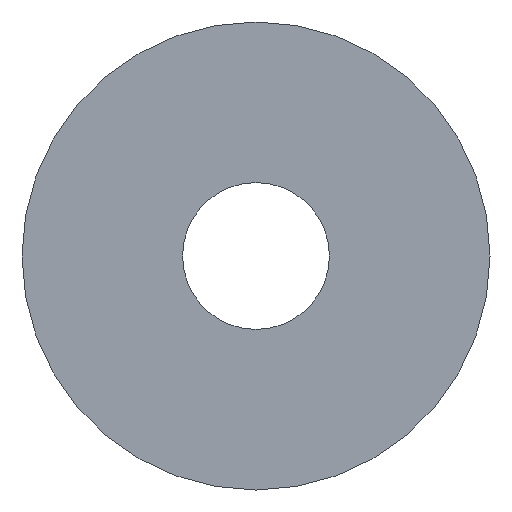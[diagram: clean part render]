
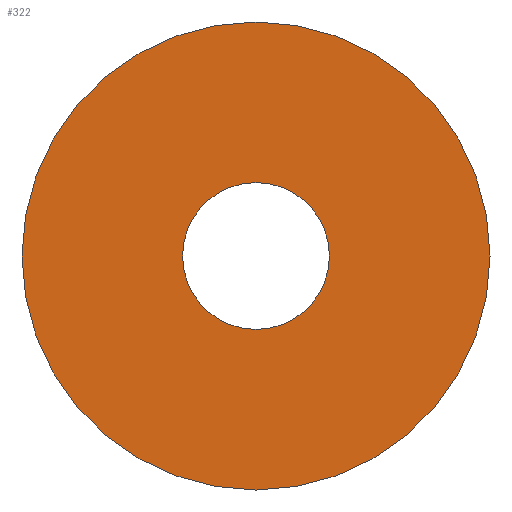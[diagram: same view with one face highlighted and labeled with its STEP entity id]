
A CAD part, left-side view. The second image highlights one B-rep face of the part: STEP entity #322.
In plain terms, the highlighted planar face has unit normal (-1, 0, 0).
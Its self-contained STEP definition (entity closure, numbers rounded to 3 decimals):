
#2 = CIRCLE ( 'NONE', #3, 40. ) ;
#3 = AXIS2_PLACEMENT_3D ( 'NONE', #4, #5, #6 ) ;
#4 = CARTESIAN_POINT ( 'NONE',  ( 0., -25.01, 0. ) ) ;
#5 = DIRECTION ( 'NONE',  ( -1., 0., 0. ) ) ;
#6 = DIRECTION ( 'NONE',  ( 0., 0., 1. ) ) ;
#7 = CARTESIAN_POINT ( 'NONE',  ( 0., -25.01, -40. ) ) ;
#56 = CARTESIAN_POINT ( 'NONE',  ( 0., -25.01, 127.5 ) ) ;
#93 = CIRCLE ( 'NONE', #94, 40. ) ;
#94 = AXIS2_PLACEMENT_3D ( 'NONE', #95, #96, #97 ) ;
#95 = CARTESIAN_POINT ( 'NONE',  ( 0., -25.01, 0. ) ) ;
#96 = DIRECTION ( 'NONE',  ( -1., 0., 0. ) ) ;
#97 = DIRECTION ( 'NONE',  ( 0., 0., 1. ) ) ;
#112 = ORIENTED_EDGE ( 'NONE', *, *, #276, .T. ) ;
#114 = CIRCLE ( 'NONE', #115, 127.5 ) ;
#115 = AXIS2_PLACEMENT_3D ( 'NONE', #116, #117, #118 ) ;
#116 = CARTESIAN_POINT ( 'NONE',  ( 0., -25.01, 0. ) ) ;
#117 = DIRECTION ( 'NONE',  ( -1., 0., 0. ) ) ;
#118 = DIRECTION ( 'NONE',  ( 0., 0., 1. ) ) ;
#132 = CIRCLE ( 'NONE', #133, 127.5 ) ;
#133 = AXIS2_PLACEMENT_3D ( 'NONE', #134, #135, #136 ) ;
#134 = CARTESIAN_POINT ( 'NONE',  ( 0., -25.01, 0. ) ) ;
#135 = DIRECTION ( 'NONE',  ( -1., 0., 0. ) ) ;
#136 = DIRECTION ( 'NONE',  ( 0., 0., 1. ) ) ;
#137 = FACE_BOUND ( 'NONE', #282, .T. ) ;
#138 = FACE_OUTER_BOUND ( 'NONE', #273, .T. ) ;
#139 = PLANE ( 'NONE',  #140 ) ;
#140 = AXIS2_PLACEMENT_3D ( 'NONE', #141, #142, #143 ) ;
#141 = CARTESIAN_POINT ( 'NONE',  ( 0., 14.99, 0. ) ) ;
#142 = DIRECTION ( 'NONE',  ( 1., 0., 0. ) ) ;
#143 = DIRECTION ( 'NONE',  ( 0., 0., -1. ) ) ;
#160 = CARTESIAN_POINT ( 'NONE',  ( 0., -25.01, 40. ) ) ;
#175 = CARTESIAN_POINT ( 'NONE',  ( 0., -25.01, -127.5 ) ) ;
#182 = ORIENTED_EDGE ( 'NONE', *, *, #266, .T. ) ;
#266 = EDGE_CURVE ( 'NONE', #286, #305, #114, .T. ) ;
#273 = EDGE_LOOP ( 'NONE', ( #112, #182 ) ) ;
#276 = EDGE_CURVE ( 'NONE', #305, #286, #132, .T. ) ;
#282 = EDGE_LOOP ( 'NONE', ( #308, #321 ) ) ;
#286 = VERTEX_POINT ( 'NONE', #175 ) ;
#290 = EDGE_CURVE ( 'NONE', #291, #330, #2, .T. ) ;
#291 = VERTEX_POINT ( 'NONE', #7 ) ;
#305 = VERTEX_POINT ( 'NONE', #56 ) ;
#308 = ORIENTED_EDGE ( 'NONE', *, *, #315, .F. ) ;
#315 = EDGE_CURVE ( 'NONE', #330, #291, #93, .T. ) ;
#321 = ORIENTED_EDGE ( 'NONE', *, *, #290, .F. ) ;
#322 = ADVANCED_FACE ( 'NONE', ( #137, #138 ), #139, .F. ) ;
#330 = VERTEX_POINT ( 'NONE', #160 ) ;
